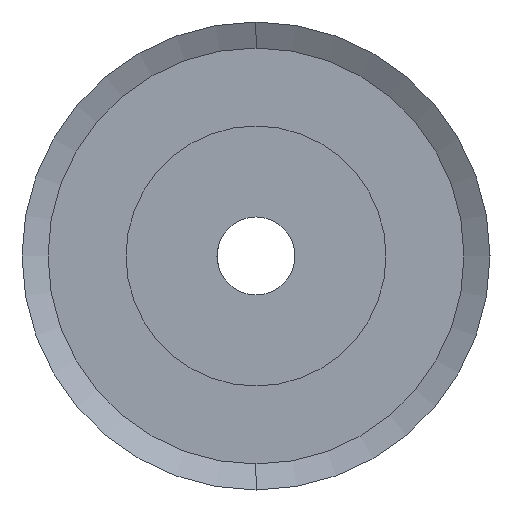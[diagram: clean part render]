
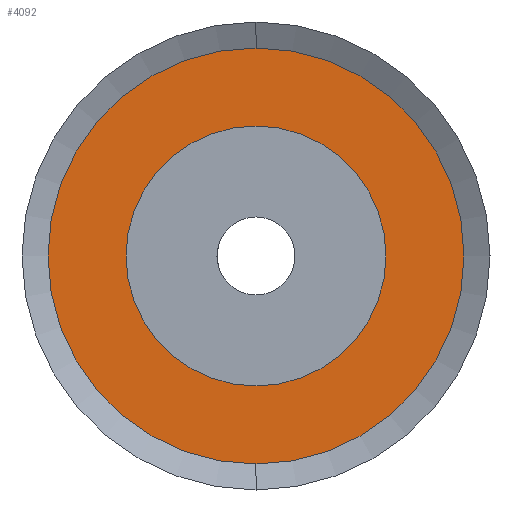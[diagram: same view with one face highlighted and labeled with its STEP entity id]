
A CAD part, left-side view. The second image highlights one B-rep face of the part: STEP entity #4092.
In plain terms, the highlighted planar face has unit normal (-1, 0, 0).
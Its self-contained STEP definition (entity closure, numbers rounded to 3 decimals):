
#99 = PLANE ( 'NONE',  #3455 ) ;
#270 = FACE_BOUND ( 'NONE', #1462, .T. ) ;
#330 = EDGE_CURVE ( 'NONE', #3436, #3075, #5241, .T. ) ;
#482 = CARTESIAN_POINT ( 'NONE',  ( -5.15, 0., 0. ) ) ;
#558 = DIRECTION ( 'NONE',  ( 0., 0., 1. ) ) ;
#839 = AXIS2_PLACEMENT_3D ( 'NONE', #4480, #1774, #4954 ) ;
#935 = DIRECTION ( 'NONE',  ( 0., 0., -1. ) ) ;
#999 = DIRECTION ( 'NONE',  ( -1., 0., 0. ) ) ;
#1208 = DIRECTION ( 'NONE',  ( 1., 0., 0. ) ) ;
#1283 = CIRCLE ( 'NONE', #839, 5. ) ;
#1462 = EDGE_LOOP ( 'NONE', ( #4703, #5048 ) ) ;
#1774 = DIRECTION ( 'NONE',  ( 1., 0., 0. ) ) ;
#1860 = VERTEX_POINT ( 'NONE', #2869 ) ;
#2376 = CARTESIAN_POINT ( 'NONE',  ( -5.15, 8., 0. ) ) ;
#2498 = CARTESIAN_POINT ( 'NONE',  ( -5.15, 0., 8. ) ) ;
#2805 = EDGE_CURVE ( 'NONE', #5459, #1860, #3070, .T. ) ;
#2869 = CARTESIAN_POINT ( 'NONE',  ( -5.15, 0., -5. ) ) ;
#2921 = EDGE_CURVE ( 'NONE', #1860, #5459, #1283, .T. ) ;
#2988 = CIRCLE ( 'NONE', #4449, 8. ) ;
#3070 = CIRCLE ( 'NONE', #3737, 5. ) ;
#3075 = VERTEX_POINT ( 'NONE', #2498 ) ;
#3296 = CARTESIAN_POINT ( 'NONE',  ( -5.15, 0., 0. ) ) ;
#3319 = DIRECTION ( 'NONE',  ( 1., 0., 0. ) ) ;
#3422 = DIRECTION ( 'NONE',  ( 0., 0., -1. ) ) ;
#3436 = VERTEX_POINT ( 'NONE', #4274 ) ;
#3455 = AXIS2_PLACEMENT_3D ( 'NONE', #2376, #999, #558 ) ;
#3697 = DIRECTION ( 'NONE',  ( 1., 0., 0. ) ) ;
#3737 = AXIS2_PLACEMENT_3D ( 'NONE', #3972, #1208, #4383 ) ;
#3972 = CARTESIAN_POINT ( 'NONE',  ( -5.15, 0., 0. ) ) ;
#4015 = EDGE_CURVE ( 'NONE', #3075, #3436, #2988, .T. ) ;
#4092 = ADVANCED_FACE ( 'NONE', ( #270, #5863 ), #99, .T. ) ;
#4274 = CARTESIAN_POINT ( 'NONE',  ( -5.15, 0., -8. ) ) ;
#4383 = DIRECTION ( 'NONE',  ( 0., 0., -1. ) ) ;
#4449 = AXIS2_PLACEMENT_3D ( 'NONE', #482, #3697, #935 ) ;
#4480 = CARTESIAN_POINT ( 'NONE',  ( -5.15, 0., 0. ) ) ;
#4579 = ORIENTED_EDGE ( 'NONE', *, *, #330, .F. ) ;
#4692 = AXIS2_PLACEMENT_3D ( 'NONE', #3296, #3319, #3422 ) ;
#4703 = ORIENTED_EDGE ( 'NONE', *, *, #2921, .T. ) ;
#4704 = CARTESIAN_POINT ( 'NONE',  ( -5.15, 0., 5. ) ) ;
#4862 = ORIENTED_EDGE ( 'NONE', *, *, #4015, .F. ) ;
#4954 = DIRECTION ( 'NONE',  ( 0., 0., -1. ) ) ;
#5048 = ORIENTED_EDGE ( 'NONE', *, *, #2805, .T. ) ;
#5241 = CIRCLE ( 'NONE', #4692, 8. ) ;
#5459 = VERTEX_POINT ( 'NONE', #4704 ) ;
#5835 = EDGE_LOOP ( 'NONE', ( #4862, #4579 ) ) ;
#5863 = FACE_OUTER_BOUND ( 'NONE', #5835, .T. ) ;
